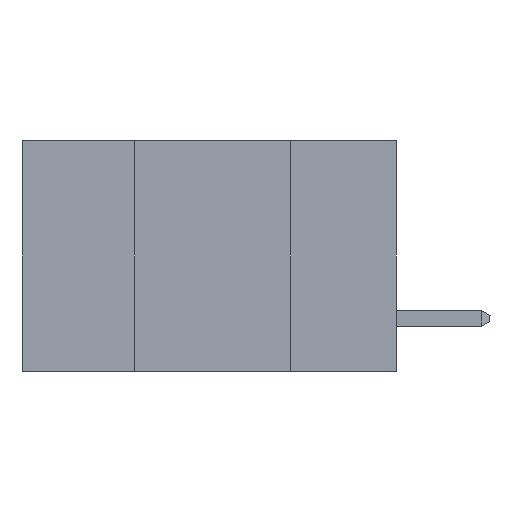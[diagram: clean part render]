
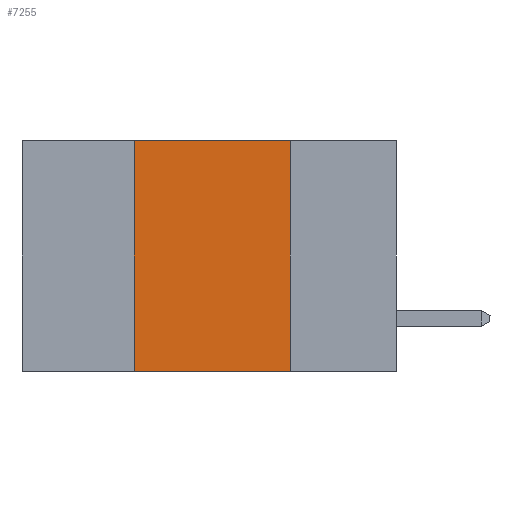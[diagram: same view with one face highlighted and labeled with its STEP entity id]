
A CAD part, left-side view. The second image highlights one B-rep face of the part: STEP entity #7255.
In plain terms, the highlighted planar face has unit normal (-1, 0, 0).
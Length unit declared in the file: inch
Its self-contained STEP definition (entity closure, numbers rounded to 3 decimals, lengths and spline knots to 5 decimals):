
#916 = CARTESIAN_POINT ( 'NONE',  ( 0., 0.6, 0. ) ) ;
#2101 = EDGE_CURVE ( 'NONE', #24546, #25141, #14432, .T. ) ;
#2982 = LINE ( 'NONE', #16390, #4867 ) ;
#3186 = FACE_OUTER_BOUND ( 'NONE', #17432, .T. ) ;
#3408 = LINE ( 'NONE', #31381, #4945 ) ;
#3598 = CARTESIAN_POINT ( 'NONE',  ( 0., 0.17, 0. ) ) ;
#4459 = DIRECTION ( 'NONE',  ( 0., 0., 1. ) ) ;
#4867 = VECTOR ( 'NONE', #4459, 39.37008 ) ;
#4945 = VECTOR ( 'NONE', #14306, 39.37008 ) ;
#5167 = CARTESIAN_POINT ( 'NONE',  ( 0., 0.17, 0. ) ) ;
#7255 = ADVANCED_FACE ( 'NONE', ( #3186 ), #27228, .F. ) ;
#10187 = VERTEX_POINT ( 'NONE', #15729 ) ;
#11914 = ORIENTED_EDGE ( 'NONE', *, *, #2101, .F. ) ;
#14306 = DIRECTION ( 'NONE',  ( 0., -1., 0. ) ) ;
#14432 = LINE ( 'NONE', #916, #27677 ) ;
#14829 = CARTESIAN_POINT ( 'NONE',  ( 0., 0.6, 0. ) ) ;
#15438 = AXIS2_PLACEMENT_3D ( 'NONE', #14829, #26911, #17383 ) ;
#15729 = CARTESIAN_POINT ( 'NONE',  ( 0., 0.42, -0.37 ) ) ;
#16198 = CARTESIAN_POINT ( 'NONE',  ( 0., 0.42, 0. ) ) ;
#16390 = CARTESIAN_POINT ( 'NONE',  ( 0., 0.42, 0. ) ) ;
#17359 = EDGE_CURVE ( 'NONE', #10187, #28555, #3408, .T. ) ;
#17383 = DIRECTION ( 'NONE',  ( 0., 0., -1. ) ) ;
#17432 = EDGE_LOOP ( 'NONE', ( #29146, #11914, #26787, #28112 ) ) ;
#17708 = DIRECTION ( 'NONE',  ( 0., -1., 0. ) ) ;
#24546 = VERTEX_POINT ( 'NONE', #16198 ) ;
#25141 = VERTEX_POINT ( 'NONE', #5167 ) ;
#25691 = DIRECTION ( 'NONE',  ( 0., 0., -1. ) ) ;
#25982 = EDGE_CURVE ( 'NONE', #25141, #28555, #26923, .T. ) ;
#26787 = ORIENTED_EDGE ( 'NONE', *, *, #31051, .F. ) ;
#26911 = DIRECTION ( 'NONE',  ( 1., 0., 0. ) ) ;
#26923 = LINE ( 'NONE', #3598, #29991 ) ;
#27228 = PLANE ( 'NONE',  #15438 ) ;
#27677 = VECTOR ( 'NONE', #17708, 39.37008 ) ;
#28112 = ORIENTED_EDGE ( 'NONE', *, *, #17359, .T. ) ;
#28555 = VERTEX_POINT ( 'NONE', #28612 ) ;
#28612 = CARTESIAN_POINT ( 'NONE',  ( 0., 0.17, -0.37 ) ) ;
#29146 = ORIENTED_EDGE ( 'NONE', *, *, #25982, .F. ) ;
#29991 = VECTOR ( 'NONE', #25691, 39.37008 ) ;
#31051 = EDGE_CURVE ( 'NONE', #10187, #24546, #2982, .T. ) ;
#31381 = CARTESIAN_POINT ( 'NONE',  ( 0., 0.6, -0.37 ) ) ;
